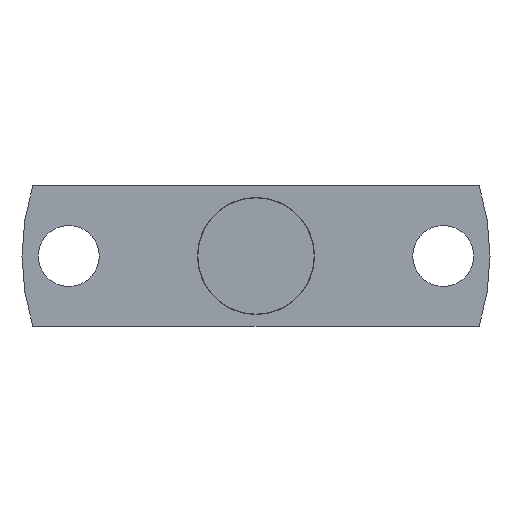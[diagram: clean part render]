
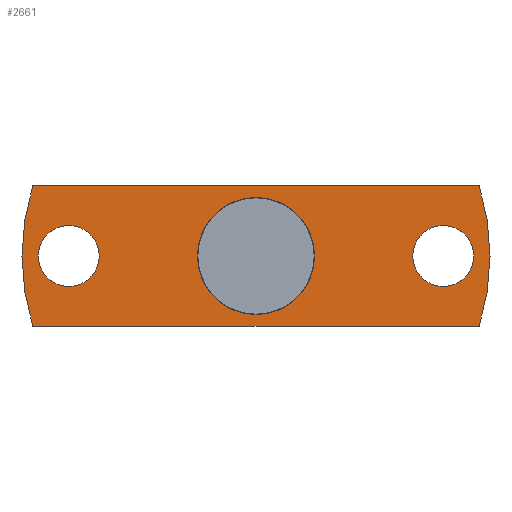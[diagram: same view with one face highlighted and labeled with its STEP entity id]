
A CAD part, front view. The second image highlights one B-rep face of the part: STEP entity #2661.
In plain terms, the highlighted planar face has unit normal (0, -1, 0).
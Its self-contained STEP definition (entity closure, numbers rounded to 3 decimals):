
#61 = VERTEX_POINT ( 'NONE', #1988 ) ;
#93 = CARTESIAN_POINT ( 'NONE',  ( 0., -0.4, 0. ) ) ;
#111 = DIRECTION ( 'NONE',  ( 0., 1., 0. ) ) ;
#156 = CIRCLE ( 'NONE', #346, 2.5 ) ;
#158 = DIRECTION ( 'NONE',  ( 0., -1., 0. ) ) ;
#196 = FACE_OUTER_BOUND ( 'NONE', #515, .T. ) ;
#230 = FACE_BOUND ( 'NONE', #915, .T. ) ;
#260 = EDGE_CURVE ( 'Defeature ausgef�hrt1_1+Defeature ausgef�hrt1_17+Defeature ausgef�hrt1_17+Defeature ausgef�hrt1_17', #555, #3139, #2125, .T. ) ;
#310 = VERTEX_POINT ( 'NONE', #2750 ) ;
#346 = AXIS2_PLACEMENT_3D ( 'NONE', #1606, #111, #1838 ) ;
#361 = DIRECTION ( 'NONE',  ( 0., 1., 0. ) ) ;
#378 = CARTESIAN_POINT ( 'NONE',  ( 8., -0.4, 1.3 ) ) ;
#463 = CIRCLE ( 'NONE', #1027, 10. ) ;
#486 = ORIENTED_EDGE ( 'NONE', *, *, #1379, .T. ) ;
#505 = CARTESIAN_POINT ( 'NONE',  ( -9.539, -0.4, 3. ) ) ;
#515 = EDGE_LOOP ( 'NONE', ( #728, #840, #2748, #1550 ) ) ;
#555 = VERTEX_POINT ( 'NONE', #378 ) ;
#593 = CIRCLE ( 'NONE', #688, 10. ) ;
#678 = CARTESIAN_POINT ( 'NONE',  ( 8., -0.4, -1.3 ) ) ;
#688 = AXIS2_PLACEMENT_3D ( 'NONE', #2248, #988, #1509 ) ;
#728 = ORIENTED_EDGE ( 'NONE', *, *, #2556, .T. ) ;
#741 = EDGE_CURVE ( 'Defeature ausgef�hrt1_1+Defeature ausgef�hrt1_9+Defeature ausgef�hrt1_6+Defeature ausgef�hrt1_8', #1128, #2605, #593, .T. ) ;
#742 = CIRCLE ( 'NONE', #2358, 1.3 ) ;
#772 = VERTEX_POINT ( 'NONE', #3049 ) ;
#840 = ORIENTED_EDGE ( 'NONE', *, *, #741, .T. ) ;
#915 = EDGE_LOOP ( 'NONE', ( #486, #1737 ) ) ;
#988 = DIRECTION ( 'NONE',  ( 0., -1., 0. ) ) ;
#999 = CIRCLE ( 'NONE', #1893, 1.3 ) ;
#1027 = AXIS2_PLACEMENT_3D ( 'NONE', #3120, #158, #2408 ) ;
#1079 = VECTOR ( 'NONE', #2429, 1000. ) ;
#1128 = VERTEX_POINT ( 'NONE', #505 ) ;
#1160 = CARTESIAN_POINT ( 'NONE',  ( -9.539, -0.4, -3. ) ) ;
#1185 = PLANE ( 'NONE',  #2707 ) ;
#1204 = EDGE_CURVE ( 'Defeature ausgef�hrt1_1+Defeature ausgef�hrt1_17+Defeature ausgef�hrt1_17+Defeature ausgef�hrt1_17', #3139, #555, #2462, .T. ) ;
#1208 = ORIENTED_EDGE ( 'NONE', *, *, #1605, .T. ) ;
#1215 = CARTESIAN_POINT ( 'NONE',  ( -8., -0.4, 0. ) ) ;
#1363 = FACE_BOUND ( 'NONE', #3211, .T. ) ;
#1379 = EDGE_CURVE ( 'Defeature ausgef�hrt1_1+Defeature ausgef�hrt1_16+Defeature ausgef�hrt1_16+Defeature ausgef�hrt1_16', #2136, #310, #742, .T. ) ;
#1423 = EDGE_LOOP ( 'NONE', ( #1208, #1643 ) ) ;
#1440 = VERTEX_POINT ( 'NONE', #2531 ) ;
#1460 = DIRECTION ( 'NONE',  ( 0., 0., 1. ) ) ;
#1509 = DIRECTION ( 'NONE',  ( 0., 0., -1. ) ) ;
#1550 = ORIENTED_EDGE ( 'NONE', *, *, #2063, .T. ) ;
#1553 = CARTESIAN_POINT ( 'NONE',  ( 0., -0.4, 2.5 ) ) ;
#1566 = CARTESIAN_POINT ( 'NONE',  ( 8., -0.4, 0. ) ) ;
#1581 = DIRECTION ( 'NONE',  ( 0., 0., 1. ) ) ;
#1605 = EDGE_CURVE ( 'Defeature ausgef�hrt1_1+Defeature ausgef�hrt1_2+Defeature ausgef�hrt1_2+Defeature ausgef�hrt1_2', #1922, #61, #156, .T. ) ;
#1606 = CARTESIAN_POINT ( 'NONE',  ( 0., -0.4, 0. ) ) ;
#1635 = DIRECTION ( 'NONE',  ( 0., 0., 1. ) ) ;
#1643 = ORIENTED_EDGE ( 'NONE', *, *, #2893, .T. ) ;
#1686 = CARTESIAN_POINT ( 'NONE',  ( -8., -0.4, 1.3 ) ) ;
#1691 = CARTESIAN_POINT ( 'NONE',  ( 0., -0.4, -3. ) ) ;
#1737 = ORIENTED_EDGE ( 'NONE', *, *, #2211, .T. ) ;
#1746 = AXIS2_PLACEMENT_3D ( 'NONE', #93, #2342, #1831 ) ;
#1831 = DIRECTION ( 'NONE',  ( 0., 0., 1. ) ) ;
#1838 = DIRECTION ( 'NONE',  ( 0., 0., 1. ) ) ;
#1866 = CARTESIAN_POINT ( 'NONE',  ( -8., -0.4, 0. ) ) ;
#1893 = AXIS2_PLACEMENT_3D ( 'NONE', #1215, #1970, #2214 ) ;
#1922 = VERTEX_POINT ( 'NONE', #1553 ) ;
#1933 = DIRECTION ( 'NONE',  ( 0., 1., 0. ) ) ;
#1958 = CARTESIAN_POINT ( 'NONE',  ( 2.65, -0.4, 0. ) ) ;
#1970 = DIRECTION ( 'NONE',  ( 0., 1., 0. ) ) ;
#1979 = CARTESIAN_POINT ( 'NONE',  ( -1.714, -0.4, 3. ) ) ;
#1988 = CARTESIAN_POINT ( 'NONE',  ( 0., -0.4, -2.5 ) ) ;
#2028 = FACE_BOUND ( 'NONE', #1423, .T. ) ;
#2063 = EDGE_CURVE ( 'Defeature ausgef�hrt1_1+Defeature ausgef�hrt1_7+Defeature ausgef�hrt1_8+Defeature ausgef�hrt1_6', #1440, #772, #463, .T. ) ;
#2125 = CIRCLE ( 'NONE', #2988, 1.3 ) ;
#2136 = VERTEX_POINT ( 'NONE', #1686 ) ;
#2152 = LINE ( 'NONE', #1979, #2565 ) ;
#2211 = EDGE_CURVE ( 'Defeature ausgef�hrt1_1+Defeature ausgef�hrt1_16+Defeature ausgef�hrt1_16+Defeature ausgef�hrt1_16', #310, #2136, #999, .T. ) ;
#2214 = DIRECTION ( 'NONE',  ( 0., 0., 1. ) ) ;
#2248 = CARTESIAN_POINT ( 'NONE',  ( 0., -0.4, 0. ) ) ;
#2336 = CARTESIAN_POINT ( 'NONE',  ( 8., -0.4, 0. ) ) ;
#2342 = DIRECTION ( 'NONE',  ( 0., 1., 0. ) ) ;
#2358 = AXIS2_PLACEMENT_3D ( 'NONE', #1866, #361, #1635 ) ;
#2366 = ORIENTED_EDGE ( 'NONE', *, *, #260, .T. ) ;
#2408 = DIRECTION ( 'NONE',  ( 0., 0., -1. ) ) ;
#2429 = DIRECTION ( 'NONE',  ( 1., 0., 0. ) ) ;
#2462 = CIRCLE ( 'NONE', #2646, 1.3 ) ;
#2522 = DIRECTION ( 'NONE',  ( 0., 0., 1. ) ) ;
#2531 = CARTESIAN_POINT ( 'NONE',  ( 9.539, -0.4, -3. ) ) ;
#2556 = EDGE_CURVE ( 'Defeature ausgef�hrt1_1+Defeature ausgef�hrt1_6+Defeature ausgef�hrt1_7+Defeature ausgef�hrt1_9', #772, #1128, #2152, .T. ) ;
#2565 = VECTOR ( 'NONE', #2657, 1000. ) ;
#2594 = DIRECTION ( 'NONE',  ( 0., 1., 0. ) ) ;
#2604 = CIRCLE ( 'NONE', #1746, 2.5 ) ;
#2605 = VERTEX_POINT ( 'NONE', #1160 ) ;
#2646 = AXIS2_PLACEMENT_3D ( 'NONE', #1566, #3077, #1581 ) ;
#2657 = DIRECTION ( 'NONE',  ( -1., 0., 0. ) ) ;
#2661 = ADVANCED_FACE ( 'Defeature ausgef�hrt1_1', ( #1363, #230, #2028, #196 ), #1185, .F. ) ;
#2707 = AXIS2_PLACEMENT_3D ( 'NONE', #1958, #1933, #1460 ) ;
#2748 = ORIENTED_EDGE ( 'NONE', *, *, #3100, .T. ) ;
#2750 = CARTESIAN_POINT ( 'NONE',  ( -8., -0.4, -1.3 ) ) ;
#2806 = LINE ( 'NONE', #1691, #1079 ) ;
#2893 = EDGE_CURVE ( 'Defeature ausgef�hrt1_1+Defeature ausgef�hrt1_2+Defeature ausgef�hrt1_2+Defeature ausgef�hrt1_2', #61, #1922, #2604, .T. ) ;
#2988 = AXIS2_PLACEMENT_3D ( 'NONE', #2336, #2594, #2522 ) ;
#3049 = CARTESIAN_POINT ( 'NONE',  ( 9.539, -0.4, 3. ) ) ;
#3077 = DIRECTION ( 'NONE',  ( 0., 1., 0. ) ) ;
#3100 = EDGE_CURVE ( 'Defeature ausgef�hrt1_1+Defeature ausgef�hrt1_8+Defeature ausgef�hrt1_9+Defeature ausgef�hrt1_7', #2605, #1440, #2806, .T. ) ;
#3120 = CARTESIAN_POINT ( 'NONE',  ( 0., -0.4, 0. ) ) ;
#3139 = VERTEX_POINT ( 'NONE', #678 ) ;
#3196 = ORIENTED_EDGE ( 'NONE', *, *, #1204, .T. ) ;
#3211 = EDGE_LOOP ( 'NONE', ( #2366, #3196 ) ) ;
